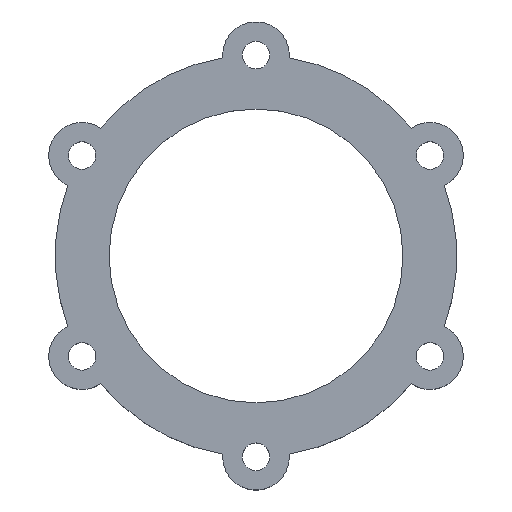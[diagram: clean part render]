
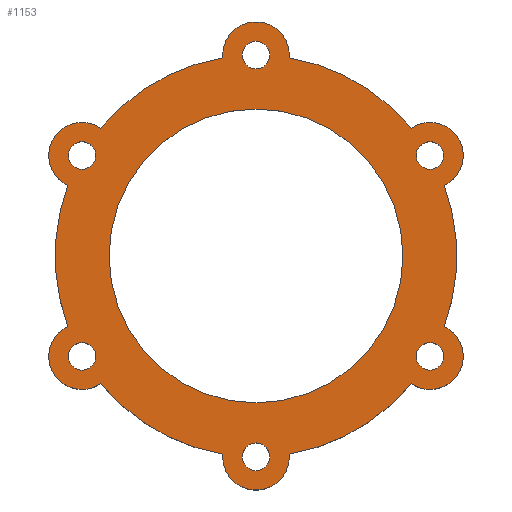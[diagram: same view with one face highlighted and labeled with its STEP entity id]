
A CAD part, top view. The second image highlights one B-rep face of the part: STEP entity #1153.
In plain terms, the highlighted planar face has unit normal (0, 0, 1).
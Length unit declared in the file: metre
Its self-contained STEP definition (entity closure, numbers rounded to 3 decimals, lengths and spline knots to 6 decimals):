
#496=ORIENTED_EDGE('',*,*,#684,.F.);
#497=ORIENTED_EDGE('',*,*,#657,.T.);
#498=ORIENTED_EDGE('',*,*,#655,.T.);
#499=ORIENTED_EDGE('',*,*,#653,.T.);
#500=ORIENTED_EDGE('',*,*,#679,.T.);
#501=ORIENTED_EDGE('',*,*,#677,.T.);
#502=ORIENTED_EDGE('',*,*,#682,.T.);
#503=ORIENTED_EDGE('',*,*,#664,.T.);
#504=ORIENTED_EDGE('',*,*,#662,.T.);
#505=ORIENTED_EDGE('',*,*,#660,.T.);
#506=ORIENTED_EDGE('',*,*,#680,.T.);
#507=ORIENTED_EDGE('',*,*,#667,.T.);
#508=ORIENTED_EDGE('',*,*,#672,.T.);
#509=ORIENTED_EDGE('',*,*,#670,.T.);
#510=ORIENTED_EDGE('',*,*,#681,.T.);
#511=ORIENTED_EDGE('',*,*,#674,.T.);
#512=ORIENTED_EDGE('',*,*,#654,.T.);
#513=ORIENTED_EDGE('',*,*,#656,.T.);
#514=ORIENTED_EDGE('',*,*,#658,.T.);
#653=EDGE_CURVE('',#783,#783,#901,.T.);
#654=EDGE_CURVE('',#784,#784,#902,.T.);
#655=EDGE_CURVE('',#785,#785,#903,.T.);
#656=EDGE_CURVE('',#786,#786,#904,.T.);
#657=EDGE_CURVE('',#787,#787,#905,.T.);
#658=EDGE_CURVE('',#788,#788,#906,.T.);
#660=EDGE_CURVE('',#790,#789,#907,.T.);
#662=EDGE_CURVE('',#791,#790,#908,.T.);
#664=EDGE_CURVE('',#792,#791,#909,.T.);
#667=EDGE_CURVE('',#794,#793,#910,.T.);
#670=EDGE_CURVE('',#796,#795,#911,.T.);
#672=EDGE_CURVE('',#793,#796,#912,.T.);
#674=EDGE_CURVE('',#798,#797,#913,.T.);
#677=EDGE_CURVE('',#800,#799,#914,.T.);
#679=EDGE_CURVE('',#797,#800,#915,.T.);
#680=EDGE_CURVE('',#789,#794,#916,.T.);
#681=EDGE_CURVE('',#795,#798,#917,.T.);
#682=EDGE_CURVE('',#799,#792,#918,.T.);
#684=EDGE_CURVE('',#802,#802,#920,.T.);
#783=VERTEX_POINT('',#2041);
#784=VERTEX_POINT('',#2044);
#785=VERTEX_POINT('',#2047);
#786=VERTEX_POINT('',#2050);
#787=VERTEX_POINT('',#2053);
#788=VERTEX_POINT('',#2056);
#789=VERTEX_POINT('',#2059);
#790=VERTEX_POINT('',#2061);
#791=VERTEX_POINT('',#2065);
#792=VERTEX_POINT('',#2069);
#793=VERTEX_POINT('',#2073);
#794=VERTEX_POINT('',#2075);
#795=VERTEX_POINT('',#2079);
#796=VERTEX_POINT('',#2081);
#797=VERTEX_POINT('',#2087);
#798=VERTEX_POINT('',#2089);
#799=VERTEX_POINT('',#2093);
#800=VERTEX_POINT('',#2095);
#802=VERTEX_POINT('',#2110);
#901=CIRCLE('',#1307,0.00275);
#902=CIRCLE('',#1309,0.00275);
#903=CIRCLE('',#1311,0.00275);
#904=CIRCLE('',#1313,0.00275);
#905=CIRCLE('',#1315,0.00275);
#906=CIRCLE('',#1317,0.00275);
#907=CIRCLE('',#1319,0.006605);
#908=CIRCLE('',#1321,0.04);
#909=CIRCLE('',#1323,0.006605);
#910=CIRCLE('',#1325,0.006605);
#911=CIRCLE('',#1327,0.006605);
#912=CIRCLE('',#1329,0.04);
#913=CIRCLE('',#1331,0.006605);
#914=CIRCLE('',#1333,0.006605);
#915=CIRCLE('',#1335,0.04);
#916=CIRCLE('',#1337,0.04);
#917=CIRCLE('',#1339,0.04);
#918=CIRCLE('',#1341,0.04);
#920=CIRCLE('',#1345,0.02925);
#997=EDGE_LOOP('',(#496));
#998=EDGE_LOOP('',(#497));
#999=EDGE_LOOP('',(#498));
#1000=EDGE_LOOP('',(#499));
#1001=EDGE_LOOP('',(#500,#501,#502,#503,#504,#505,#506,#507,#508,#509,#510,
#511));
#1002=EDGE_LOOP('',(#512));
#1003=EDGE_LOOP('',(#513));
#1004=EDGE_LOOP('',(#514));
#1081=FACE_BOUND('',#997,.T.);
#1082=FACE_BOUND('',#998,.T.);
#1083=FACE_BOUND('',#999,.T.);
#1084=FACE_BOUND('',#1000,.T.);
#1085=FACE_BOUND('',#1001,.T.);
#1086=FACE_BOUND('',#1002,.T.);
#1087=FACE_BOUND('',#1003,.T.);
#1088=FACE_BOUND('',#1004,.T.);
#1091=PLANE('',#1346);
#1153=ADVANCED_FACE('',(#1081,#1082,#1083,#1084,#1085,#1086,#1087,#1088),
#1091,.T.);
#1307=AXIS2_PLACEMENT_3D('',#2040,#1669,#1670);
#1309=AXIS2_PLACEMENT_3D('',#2043,#1673,#1674);
#1311=AXIS2_PLACEMENT_3D('',#2046,#1677,#1678);
#1313=AXIS2_PLACEMENT_3D('',#2049,#1681,#1682);
#1315=AXIS2_PLACEMENT_3D('',#2052,#1685,#1686);
#1317=AXIS2_PLACEMENT_3D('',#2055,#1689,#1690);
#1319=AXIS2_PLACEMENT_3D('',#2060,#1694,#1695);
#1321=AXIS2_PLACEMENT_3D('',#2064,#1699,#1700);
#1323=AXIS2_PLACEMENT_3D('',#2068,#1704,#1705);
#1325=AXIS2_PLACEMENT_3D('',#2074,#1710,#1711);
#1327=AXIS2_PLACEMENT_3D('',#2080,#1716,#1717);
#1329=AXIS2_PLACEMENT_3D('',#2084,#1721,#1722);
#1331=AXIS2_PLACEMENT_3D('',#2088,#1726,#1727);
#1333=AXIS2_PLACEMENT_3D('',#2094,#1732,#1733);
#1335=AXIS2_PLACEMENT_3D('',#2098,#1737,#1738);
#1337=AXIS2_PLACEMENT_3D('',#2100,#1741,#1742);
#1339=AXIS2_PLACEMENT_3D('',#2102,#1745,#1746);
#1341=AXIS2_PLACEMENT_3D('',#2104,#1749,#1750);
#1345=AXIS2_PLACEMENT_3D('',#2109,#1757,#1758);
#1346=AXIS2_PLACEMENT_3D('',#2111,#1759,#1760);
#1669=DIRECTION('',(0.,0.,-1.));
#1670=DIRECTION('',(-1.,0.,0.));
#1673=DIRECTION('',(0.,0.,-1.));
#1674=DIRECTION('',(-1.,0.,0.));
#1677=DIRECTION('',(0.,0.,-1.));
#1678=DIRECTION('',(-1.,0.,0.));
#1681=DIRECTION('',(0.,0.,-1.));
#1682=DIRECTION('',(-1.,0.,0.));
#1685=DIRECTION('',(0.,0.,-1.));
#1686=DIRECTION('',(-1.,0.,0.));
#1689=DIRECTION('',(0.,0.,-1.));
#1690=DIRECTION('',(-1.,0.,0.));
#1694=DIRECTION('',(0.,0.,1.));
#1695=DIRECTION('',(1.,0.,0.));
#1699=DIRECTION('',(0.,0.,1.));
#1700=DIRECTION('',(1.,0.,0.));
#1704=DIRECTION('',(0.,0.,1.));
#1705=DIRECTION('',(1.,0.,0.));
#1710=DIRECTION('',(0.,0.,1.));
#1711=DIRECTION('',(1.,0.,0.));
#1716=DIRECTION('',(0.,0.,1.));
#1717=DIRECTION('',(1.,0.,0.));
#1721=DIRECTION('',(0.,0.,1.));
#1722=DIRECTION('',(1.,0.,0.));
#1726=DIRECTION('',(0.,0.,1.));
#1727=DIRECTION('',(1.,0.,0.));
#1732=DIRECTION('',(0.,0.,1.));
#1733=DIRECTION('',(1.,0.,0.));
#1737=DIRECTION('',(0.,0.,1.));
#1738=DIRECTION('',(1.,0.,0.));
#1741=DIRECTION('',(0.,0.,1.));
#1742=DIRECTION('',(1.,0.,0.));
#1745=DIRECTION('',(0.,0.,1.));
#1746=DIRECTION('',(1.,0.,0.));
#1749=DIRECTION('',(0.,0.,1.));
#1750=DIRECTION('',(1.,0.,0.));
#1757=DIRECTION('',(0.,0.,1.));
#1758=DIRECTION('',(1.,0.,0.));
#1759=DIRECTION('',(0.,0.,1.));
#1760=DIRECTION('',(1.,0.,0.));
#2040=CARTESIAN_POINT('',(0.034641,-0.02,0.017));
#2041=CARTESIAN_POINT('',(0.031891,-0.02,0.017));
#2043=CARTESIAN_POINT('',(0.034641,0.02,0.017));
#2044=CARTESIAN_POINT('',(0.031891,0.02,0.017));
#2046=CARTESIAN_POINT('',(0.,0.04,0.017));
#2047=CARTESIAN_POINT('',(-0.00275,0.04,0.017));
#2049=CARTESIAN_POINT('',(-0.034641,0.02,0.017));
#2050=CARTESIAN_POINT('',(-0.037391,0.02,0.017));
#2052=CARTESIAN_POINT('',(-0.034641,-0.02,0.017));
#2053=CARTESIAN_POINT('',(-0.037391,-0.02,0.017));
#2055=CARTESIAN_POINT('',(0.,-0.04,0.017));
#2056=CARTESIAN_POINT('',(-0.00275,-0.04,0.017));
#2059=CARTESIAN_POINT('',(0.006582,-0.039455,0.017));
#2060=CARTESIAN_POINT('',(0.,-0.04,0.017));
#2061=CARTESIAN_POINT('',(-0.006582,-0.039455,0.017));
#2064=CARTESIAN_POINT('',(0.,0.,0.017));
#2065=CARTESIAN_POINT('',(-0.030878,-0.025428,0.017));
#2068=CARTESIAN_POINT('',(-0.034641,-0.02,0.017));
#2069=CARTESIAN_POINT('',(-0.03746,-0.014027,0.017));
#2073=CARTESIAN_POINT('',(0.03746,-0.014027,0.017));
#2074=CARTESIAN_POINT('',(0.034641,-0.02,0.017));
#2075=CARTESIAN_POINT('',(0.030878,-0.025428,0.017));
#2079=CARTESIAN_POINT('',(0.030878,0.025428,0.017));
#2080=CARTESIAN_POINT('',(0.034641,0.02,0.017));
#2081=CARTESIAN_POINT('',(0.03746,0.014027,0.017));
#2084=CARTESIAN_POINT('',(0.,0.,0.017));
#2087=CARTESIAN_POINT('',(-0.006582,0.039455,0.017));
#2088=CARTESIAN_POINT('',(0.,0.04,0.017));
#2089=CARTESIAN_POINT('',(0.006582,0.039455,0.017));
#2093=CARTESIAN_POINT('',(-0.03746,0.014027,0.017));
#2094=CARTESIAN_POINT('',(-0.034641,0.02,0.017));
#2095=CARTESIAN_POINT('',(-0.030878,0.025428,0.017));
#2098=CARTESIAN_POINT('',(0.,0.,0.017));
#2100=CARTESIAN_POINT('',(0.,0.,0.017));
#2102=CARTESIAN_POINT('',(0.,0.,0.017));
#2104=CARTESIAN_POINT('',(0.,0.,0.017));
#2109=CARTESIAN_POINT('',(0.,0.,0.017));
#2110=CARTESIAN_POINT('',(0.02925,0.,0.017));
#2111=CARTESIAN_POINT('',(0.,0.,0.017));
